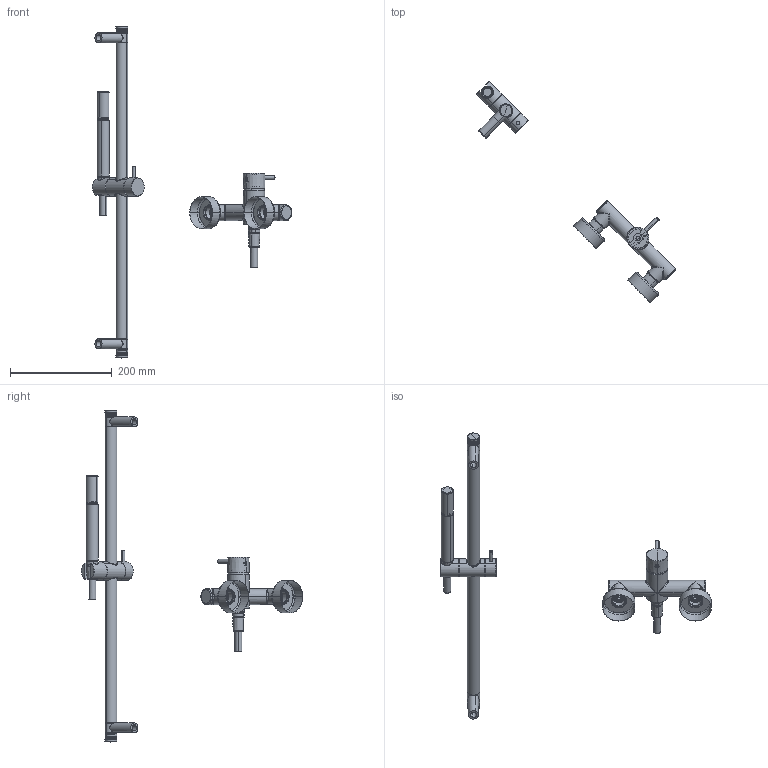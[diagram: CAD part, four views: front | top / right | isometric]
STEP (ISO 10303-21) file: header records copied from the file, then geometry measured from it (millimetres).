
FILE_DESCRIPTION(('CATIA V5 STEP Exchange','CAx-IF Rec.Pracs.--- Model Styling and Organization---1.5--- 2016-08-15','CAx-IF Rec.Pracs.---Supplemental Geometry---1.0---2011-11-01','CAx-IF Rec.Pracs.--- Composite Materials ---3.4---2017-06-13','CAx-IF Rec.Pracs.---Tessellated 3D Geometry---1.0---2015-12-17'),'2;1');
FILE_NAME('LN000460.stp','2023-01-31T12:43:43+00:00',('none'),('none'),'CATIA Version 5-6 Release 2020 SP2','CATIA V5 STEP AP242 v2','none');
FILE_SCHEMA(('AP242_MANAGED_MODEL_BASED_3D_ENGINEERING_MIM_LF {1 0 10303 442 1 1 4}'));
Length unit declared in the file: millimetre
Products named in the file (9): Product2; PX0007; PR.0408.10_AllCATPart; Product3; Product1_AllCATPart; P52157; PR98982; P32141; P42933
Assembly tree (8 placements, depth 4):
  Product2
    PX0007
    PR.0408.10_AllCATPart
    Product3
      Product1_AllCATPart
      P52157
      PR98982
        P32141
        P42933
Bounding box: 391.16 x 434.28 x 651 mm (x, y, z)
Volume: 239562.5 mm3; surface area: 273791.8 mm2
Topology: 35 solids, 97 shells, 937 faces, 2321 edges, 1496 vertices
Faces by surface type: cylinder 353, plane 194, cone 161, torus 143, bspline 62, sphere 24
Entity records: 36997 total; most frequent: CARTESIAN_POINT 16848, ORIENTED_EDGE 4308, DIRECTION 3018, EDGE_CURVE 2282, AXIS2_PLACEMENT_3D 1674, VERTEX_POINT 1496, EDGE_LOOP 1096, CIRCLE 1034
